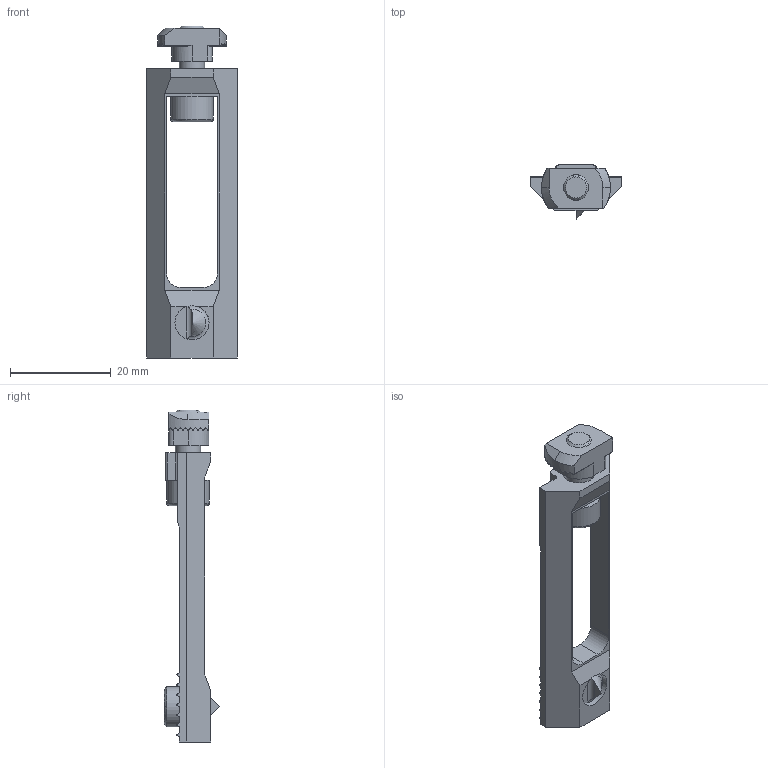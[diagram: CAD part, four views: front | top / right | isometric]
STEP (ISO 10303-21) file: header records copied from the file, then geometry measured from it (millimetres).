
FILE_DESCRIPTION(('STEP AP203'),'1');
FILE_NAME('FIXE08E1546.stp','2025-04-15T10:13:30',(' '),(' '),'Spatial InterOp 3D',' ',' ');
FILE_SCHEMA(('CONFIG_CONTROL_DESIGN'));
Length unit declared in the file: millimetre
Products named in the file (5): Fixation rapide 8 40 Zn 0-90°; Vis CHC - M5x14; Écrou à tête rectangulaire; Vis sans tête; Corps
Assembly tree (4 placements, depth 2):
  Fixation rapide 8 40 Zn 0-90°
    Vis CHC - M5x14
    Écrou à tête rectangulaire
    Vis sans tête
    Corps
Bounding box: 18 x 11 x 66 mm (x, y, z)
Volume: 3730.6 mm3; surface area: 3882.7 mm2
Topology: 4 solids, 4 shells, 231 faces, 660 edges, 437 vertices
Faces by surface type: plane 151, cylinder 69, cone 9, torus 2
Full cylindrical faces by diameter (mm): 4 x2, 5 x2, 6.5 x1, 6.8 x1, 8 x1, 8.5 x1
Entity records: 8737 total; most frequent: CARTESIAN_POINT 1939, ORIENTED_EDGE 1278, DIRECTION 1222, EDGE_CURVE 639, VERTEX_POINT 433, LINE 412, VECTOR 412, AXIS2_PLACEMENT_3D 405
